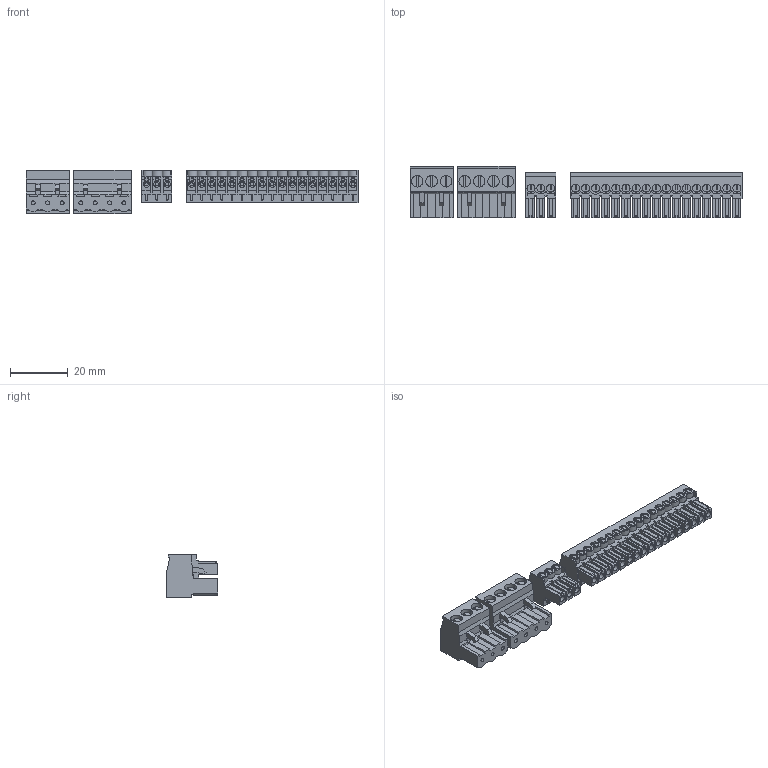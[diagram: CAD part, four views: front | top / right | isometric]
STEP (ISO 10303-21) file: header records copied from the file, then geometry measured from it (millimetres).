
FILE_DESCRIPTION((''),'2;1');
FILE_NAME('SB111128_3D-SIMPLIFIED_ASM','2014-09-16T',('mcordero'),(''),'PRO/ENGINEER BY PARAMETRIC TECHNOLOGY CORPORATION, 2009280','PRO/ENGINEER BY PARAMETRIC TECHNOLOGY CORPORATION, 2009280','');
FILE_SCHEMA(('CONFIG_CONTROL_DESIGN'));
Length unit declared in the file: millimetre
Products named in the file (6): 3POLES_1; 4POLES_2; 3POLES-1; 17POLES; SB111128_3D-SIMPLIFIED-1_ASM; SB111128_3D-SIMPLIFIED_ASM
Assembly tree (5 placements, depth 3):
  SB111128_3D-SIMPLIFIED_ASM
    SB111128_3D-SIMPLIFIED-1_ASM
      3POLES_1
      4POLES_2
      3POLES-1
      17POLES
Bounding box: 115.22 x 18 x 15 mm (x, y, z)
Volume: 11519.5 mm3; surface area: 11691.5 mm2
Topology: 4 solids, 4 shells, 1116 faces, 2945 edges, 1938 vertices
Faces by surface type: plane 881, cylinder 235
Entity records: 34400 total; most frequent: CARTESIAN_POINT 6014, ORIENTED_EDGE 5890, DIRECTION 5799, EDGE_CURVE 2945, VECTOR 2353, LINE 2353, VERTEX_POINT 1938, AXIS2_PLACEMENT_3D 1723
